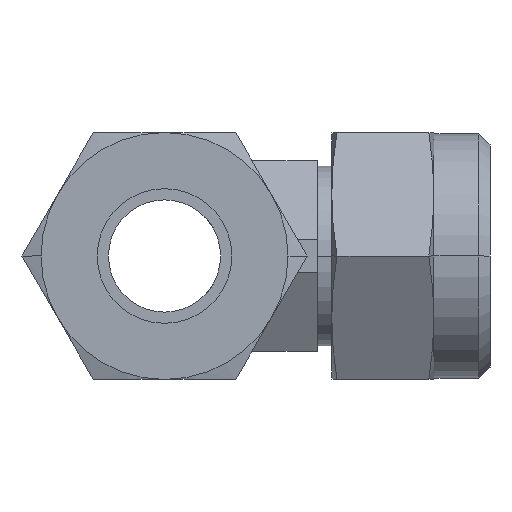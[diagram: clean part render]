
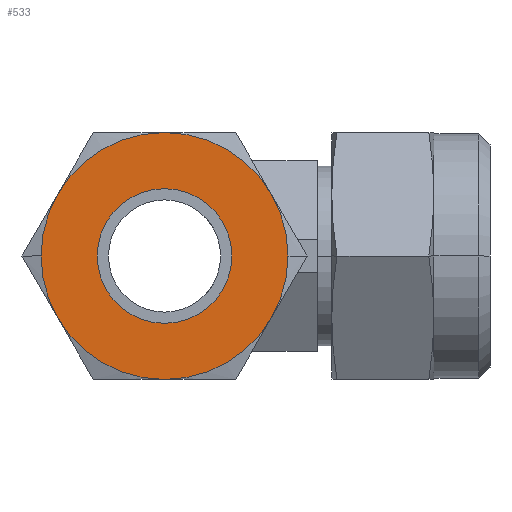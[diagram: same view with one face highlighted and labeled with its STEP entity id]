
A CAD part, left-side view. The second image highlights one B-rep face of the part: STEP entity #533.
In plain terms, the highlighted planar face has unit normal (-1, 0, 0).
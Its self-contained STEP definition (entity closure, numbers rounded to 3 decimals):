
#533 = ADVANCED_FACE( '', ( #1097, #1098 ), #1099, .T. );
#1097 = FACE_OUTER_BOUND( '', #1664, .T. );
#1098 = FACE_BOUND( '', #1665, .T. );
#1099 = PLANE( '', #1666 );
#1664 = EDGE_LOOP( '', ( #3676, #3677, #3678, #3679, #3680, #3681, #3682, #3683 ) );
#1665 = EDGE_LOOP( '', ( #3684, #3685 ) );
#1666 = AXIS2_PLACEMENT_3D( '', #3686, #3687, #3688 );
#3676 = ORIENTED_EDGE( '', *, *, #4308, .F. );
#3677 = ORIENTED_EDGE( '', *, *, #4309, .F. );
#3678 = ORIENTED_EDGE( '', *, *, #4304, .F. );
#3679 = ORIENTED_EDGE( '', *, *, #4305, .F. );
#3680 = ORIENTED_EDGE( '', *, *, #4265, .F. );
#3681 = ORIENTED_EDGE( '', *, *, #4306, .F. );
#3682 = ORIENTED_EDGE( '', *, *, #4307, .F. );
#3683 = ORIENTED_EDGE( '', *, *, #4261, .F. );
#3684 = ORIENTED_EDGE( '', *, *, #4315, .T. );
#3685 = ORIENTED_EDGE( '', *, *, #4245, .T. );
#3686 = CARTESIAN_POINT( '', ( -32., -8.5, 0. ) );
#3687 = DIRECTION( '', ( -1., 0., 0. ) );
#3688 = DIRECTION( '', ( 0., 1., 0. ) );
#4245 = EDGE_CURVE( '', #5196, #5193, #5197, .T. );
#4261 = EDGE_CURVE( '', #5221, #5224, #5225, .T. );
#4265 = EDGE_CURVE( '', #5230, #5228, #5232, .T. );
#4304 = EDGE_CURVE( '', #5248, #5267, #5293, .T. );
#4305 = EDGE_CURVE( '', #5228, #5248, #5294, .T. );
#4306 = EDGE_CURVE( '', #5280, #5230, #5295, .T. );
#4307 = EDGE_CURVE( '', #5224, #5280, #5296, .T. );
#4308 = EDGE_CURVE( '', #5260, #5221, #5297, .T. );
#4309 = EDGE_CURVE( '', #5267, #5260, #5298, .T. );
#4315 = EDGE_CURVE( '', #5193, #5196, #5304, .T. );
#5193 = VERTEX_POINT( '', #7002 );
#5196 = VERTEX_POINT( '', #7006 );
#5197 = CIRCLE( '', #7007, 6. );
#5221 = VERTEX_POINT( '', #7040 );
#5224 = VERTEX_POINT( '', #7044 );
#5225 = CIRCLE( '', #7045, 11. );
#5228 = VERTEX_POINT( '', #7057 );
#5230 = VERTEX_POINT( '', #7060 );
#5232 = CIRCLE( '', #7071, 11. );
#5248 = VERTEX_POINT( '', #7117 );
#5260 = VERTEX_POINT( '', #7167 );
#5267 = VERTEX_POINT( '', #7211 );
#5280 = VERTEX_POINT( '', #7288 );
#5293 = CIRCLE( '', #7338, 11. );
#5294 = CIRCLE( '', #7339, 11. );
#5295 = CIRCLE( '', #7340, 11. );
#5296 = CIRCLE( '', #7341, 11. );
#5297 = CIRCLE( '', #7342, 11. );
#5298 = CIRCLE( '', #7343, 11. );
#5304 = CIRCLE( '', #7349, 6. );
#7002 = CARTESIAN_POINT( '', ( -32., -6., 0. ) );
#7006 = CARTESIAN_POINT( '', ( -32., 6., 0. ) );
#7007 = AXIS2_PLACEMENT_3D( '', #8182, #8183, #8184 );
#7040 = CARTESIAN_POINT( '', ( -32., -11., 0. ) );
#7044 = CARTESIAN_POINT( '', ( -32., -9.526, -5.5 ) );
#7045 = AXIS2_PLACEMENT_3D( '', #8210, #8211, #8212 );
#7057 = CARTESIAN_POINT( '', ( -32., 11., 0. ) );
#7060 = CARTESIAN_POINT( '', ( -32., 9.526, -5.5 ) );
#7071 = AXIS2_PLACEMENT_3D( '', #8214, #8215, #8216 );
#7117 = CARTESIAN_POINT( '', ( -32., 9.526, 5.5 ) );
#7167 = CARTESIAN_POINT( '', ( -32., -9.526, 5.5 ) );
#7211 = CARTESIAN_POINT( '', ( -32., 0., 11. ) );
#7288 = CARTESIAN_POINT( '', ( -32., 0., -11. ) );
#7338 = AXIS2_PLACEMENT_3D( '', #8249, #8250, #8251 );
#7339 = AXIS2_PLACEMENT_3D( '', #8252, #8253, #8254 );
#7340 = AXIS2_PLACEMENT_3D( '', #8255, #8256, #8257 );
#7341 = AXIS2_PLACEMENT_3D( '', #8258, #8259, #8260 );
#7342 = AXIS2_PLACEMENT_3D( '', #8261, #8262, #8263 );
#7343 = AXIS2_PLACEMENT_3D( '', #8264, #8265, #8266 );
#7349 = AXIS2_PLACEMENT_3D( '', #8282, #8283, #8284 );
#8182 = CARTESIAN_POINT( '', ( -32., 0., 0. ) );
#8183 = DIRECTION( '', ( 1., 0., 0. ) );
#8184 = DIRECTION( '', ( 0., -1., 0. ) );
#8210 = CARTESIAN_POINT( '', ( -32., 0., 0. ) );
#8211 = DIRECTION( '', ( 1., 0., 0. ) );
#8212 = DIRECTION( '', ( 0., -1., 0. ) );
#8214 = CARTESIAN_POINT( '', ( -32., 0., 0. ) );
#8215 = DIRECTION( '', ( 1., 0., 0. ) );
#8216 = DIRECTION( '', ( 0., -1., 0. ) );
#8249 = CARTESIAN_POINT( '', ( -32., 0., 0. ) );
#8250 = DIRECTION( '', ( 1., 0., 0. ) );
#8251 = DIRECTION( '', ( 0., -1., 0. ) );
#8252 = CARTESIAN_POINT( '', ( -32., 0., 0. ) );
#8253 = DIRECTION( '', ( 1., 0., 0. ) );
#8254 = DIRECTION( '', ( 0., -1., 0. ) );
#8255 = CARTESIAN_POINT( '', ( -32., 0., 0. ) );
#8256 = DIRECTION( '', ( 1., 0., 0. ) );
#8257 = DIRECTION( '', ( 0., -1., 0. ) );
#8258 = CARTESIAN_POINT( '', ( -32., 0., 0. ) );
#8259 = DIRECTION( '', ( 1., 0., 0. ) );
#8260 = DIRECTION( '', ( 0., -1., 0. ) );
#8261 = CARTESIAN_POINT( '', ( -32., 0., 0. ) );
#8262 = DIRECTION( '', ( 1., 0., 0. ) );
#8263 = DIRECTION( '', ( 0., -1., 0. ) );
#8264 = CARTESIAN_POINT( '', ( -32., 0., 0. ) );
#8265 = DIRECTION( '', ( 1., 0., 0. ) );
#8266 = DIRECTION( '', ( 0., -1., 0. ) );
#8282 = CARTESIAN_POINT( '', ( -32., 0., 0. ) );
#8283 = DIRECTION( '', ( 1., 0., 0. ) );
#8284 = DIRECTION( '', ( 0., -1., 0. ) );
